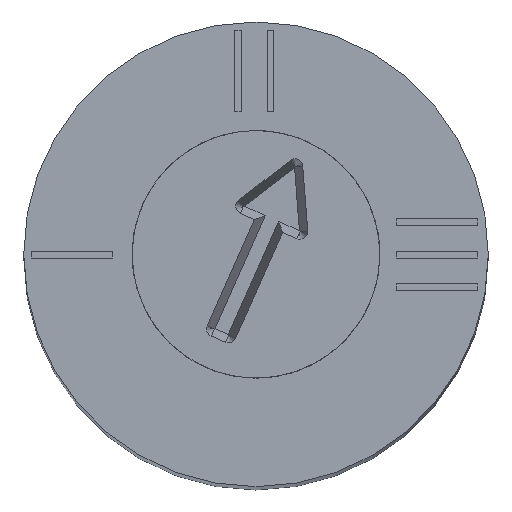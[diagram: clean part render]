
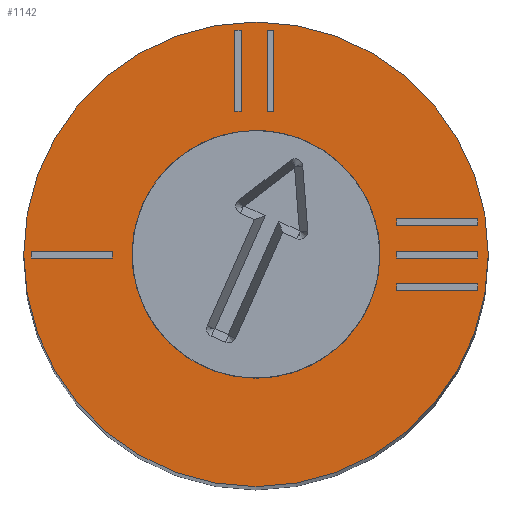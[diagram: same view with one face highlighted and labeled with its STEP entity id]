
A CAD part, top view. The second image highlights one B-rep face of the part: STEP entity #1142.
In plain terms, the highlighted planar face has unit normal (0, 0, 1).
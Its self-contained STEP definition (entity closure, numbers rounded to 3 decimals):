
#41=FACE_BOUND('',#217,.T.);
#42=FACE_BOUND('',#218,.T.);
#43=FACE_BOUND('',#219,.T.);
#44=FACE_BOUND('',#220,.T.);
#45=FACE_BOUND('',#221,.T.);
#46=FACE_BOUND('',#222,.T.);
#47=FACE_BOUND('',#223,.T.);
#70=CIRCLE('',#1288,0.8);
#77=CIRCLE('',#1300,1.5);
#146=FACE_OUTER_BOUND('',#216,.T.);
#216=EDGE_LOOP('',(#913));
#217=EDGE_LOOP('',(#914,#915,#916,#917));
#218=EDGE_LOOP('',(#918,#919,#920,#921));
#219=EDGE_LOOP('',(#922,#923,#924,#925));
#220=EDGE_LOOP('',(#926,#927,#928,#929));
#221=EDGE_LOOP('',(#930,#931,#932,#933));
#222=EDGE_LOOP('',(#934,#935,#936,#937));
#223=EDGE_LOOP('',(#938));
#254=LINE('',#1696,#372);
#257=LINE('',#1702,#375);
#260=LINE('',#1708,#378);
#263=LINE('',#1712,#381);
#266=LINE('',#1721,#384);
#269=LINE('',#1727,#387);
#272=LINE('',#1733,#390);
#275=LINE('',#1737,#393);
#278=LINE('',#1746,#396);
#281=LINE('',#1752,#399);
#284=LINE('',#1758,#402);
#287=LINE('',#1762,#405);
#290=LINE('',#1771,#408);
#293=LINE('',#1777,#411);
#296=LINE('',#1783,#414);
#299=LINE('',#1787,#417);
#302=LINE('',#1796,#420);
#305=LINE('',#1802,#423);
#308=LINE('',#1808,#426);
#311=LINE('',#1812,#429);
#314=LINE('',#1821,#432);
#317=LINE('',#1827,#435);
#320=LINE('',#1833,#438);
#323=LINE('',#1837,#441);
#372=VECTOR('',#1359,10.);
#375=VECTOR('',#1364,10.);
#378=VECTOR('',#1369,10.);
#381=VECTOR('',#1374,10.);
#384=VECTOR('',#1381,10.);
#387=VECTOR('',#1386,10.);
#390=VECTOR('',#1391,10.);
#393=VECTOR('',#1396,10.);
#396=VECTOR('',#1403,10.);
#399=VECTOR('',#1408,10.);
#402=VECTOR('',#1413,10.);
#405=VECTOR('',#1418,10.);
#408=VECTOR('',#1425,10.);
#411=VECTOR('',#1430,10.);
#414=VECTOR('',#1435,10.);
#417=VECTOR('',#1440,10.);
#420=VECTOR('',#1447,10.);
#423=VECTOR('',#1452,10.);
#426=VECTOR('',#1457,10.);
#429=VECTOR('',#1462,10.);
#432=VECTOR('',#1469,10.);
#435=VECTOR('',#1474,10.);
#438=VECTOR('',#1479,10.);
#441=VECTOR('',#1484,10.);
#490=VERTEX_POINT('',#1693);
#491=VERTEX_POINT('',#1695);
#493=VERTEX_POINT('',#1701);
#495=VERTEX_POINT('',#1707);
#498=VERTEX_POINT('',#1718);
#499=VERTEX_POINT('',#1720);
#501=VERTEX_POINT('',#1726);
#503=VERTEX_POINT('',#1732);
#506=VERTEX_POINT('',#1743);
#507=VERTEX_POINT('',#1745);
#509=VERTEX_POINT('',#1751);
#511=VERTEX_POINT('',#1757);
#514=VERTEX_POINT('',#1768);
#515=VERTEX_POINT('',#1770);
#517=VERTEX_POINT('',#1776);
#519=VERTEX_POINT('',#1782);
#522=VERTEX_POINT('',#1793);
#523=VERTEX_POINT('',#1795);
#525=VERTEX_POINT('',#1801);
#527=VERTEX_POINT('',#1807);
#530=VERTEX_POINT('',#1818);
#531=VERTEX_POINT('',#1820);
#533=VERTEX_POINT('',#1826);
#535=VERTEX_POINT('',#1832);
#544=VERTEX_POINT('',#1865);
#551=VERTEX_POINT('',#1888);
#592=EDGE_CURVE('',#491,#490,#254,.T.);
#595=EDGE_CURVE('',#493,#491,#257,.T.);
#598=EDGE_CURVE('',#495,#493,#260,.T.);
#601=EDGE_CURVE('',#490,#495,#263,.T.);
#604=EDGE_CURVE('',#499,#498,#266,.T.);
#607=EDGE_CURVE('',#501,#499,#269,.T.);
#610=EDGE_CURVE('',#503,#501,#272,.T.);
#613=EDGE_CURVE('',#498,#503,#275,.T.);
#616=EDGE_CURVE('',#507,#506,#278,.T.);
#619=EDGE_CURVE('',#509,#507,#281,.T.);
#622=EDGE_CURVE('',#511,#509,#284,.T.);
#625=EDGE_CURVE('',#506,#511,#287,.T.);
#628=EDGE_CURVE('',#515,#514,#290,.T.);
#631=EDGE_CURVE('',#517,#515,#293,.T.);
#634=EDGE_CURVE('',#519,#517,#296,.T.);
#637=EDGE_CURVE('',#514,#519,#299,.T.);
#640=EDGE_CURVE('',#523,#522,#302,.T.);
#643=EDGE_CURVE('',#525,#523,#305,.T.);
#646=EDGE_CURVE('',#527,#525,#308,.T.);
#649=EDGE_CURVE('',#522,#527,#311,.T.);
#652=EDGE_CURVE('',#531,#530,#314,.T.);
#655=EDGE_CURVE('',#533,#531,#317,.T.);
#658=EDGE_CURVE('',#535,#533,#320,.T.);
#661=EDGE_CURVE('',#530,#535,#323,.T.);
#674=EDGE_CURVE('',#544,#544,#70,.T.);
#685=EDGE_CURVE('',#551,#551,#77,.T.);
#913=ORIENTED_EDGE('',*,*,#685,.F.);
#914=ORIENTED_EDGE('',*,*,#592,.T.);
#915=ORIENTED_EDGE('',*,*,#601,.T.);
#916=ORIENTED_EDGE('',*,*,#598,.T.);
#917=ORIENTED_EDGE('',*,*,#595,.T.);
#918=ORIENTED_EDGE('',*,*,#604,.T.);
#919=ORIENTED_EDGE('',*,*,#613,.T.);
#920=ORIENTED_EDGE('',*,*,#610,.T.);
#921=ORIENTED_EDGE('',*,*,#607,.T.);
#922=ORIENTED_EDGE('',*,*,#616,.T.);
#923=ORIENTED_EDGE('',*,*,#625,.T.);
#924=ORIENTED_EDGE('',*,*,#622,.T.);
#925=ORIENTED_EDGE('',*,*,#619,.T.);
#926=ORIENTED_EDGE('',*,*,#628,.T.);
#927=ORIENTED_EDGE('',*,*,#637,.T.);
#928=ORIENTED_EDGE('',*,*,#634,.T.);
#929=ORIENTED_EDGE('',*,*,#631,.T.);
#930=ORIENTED_EDGE('',*,*,#640,.T.);
#931=ORIENTED_EDGE('',*,*,#649,.T.);
#932=ORIENTED_EDGE('',*,*,#646,.T.);
#933=ORIENTED_EDGE('',*,*,#643,.T.);
#934=ORIENTED_EDGE('',*,*,#652,.T.);
#935=ORIENTED_EDGE('',*,*,#661,.T.);
#936=ORIENTED_EDGE('',*,*,#658,.T.);
#937=ORIENTED_EDGE('',*,*,#655,.T.);
#938=ORIENTED_EDGE('',*,*,#674,.T.);
#1087=PLANE('',#1301);
#1142=ADVANCED_FACE('',(#146,#41,#42,#43,#44,#45,#46,#47),#1087,.F.);
#1288=AXIS2_PLACEMENT_3D('',#1866,#1519,#1520);
#1300=AXIS2_PLACEMENT_3D('',#1889,#1547,#1548);
#1301=AXIS2_PLACEMENT_3D('',#1891,#1550,#1551);
#1359=DIRECTION('',(1.,0.,0.));
#1364=DIRECTION('',(0.,1.,0.));
#1369=DIRECTION('',(-1.,0.,0.));
#1374=DIRECTION('',(0.,-1.,0.));
#1381=DIRECTION('',(1.,0.,0.));
#1386=DIRECTION('',(0.,1.,0.));
#1391=DIRECTION('',(-1.,0.,0.));
#1396=DIRECTION('',(0.,-1.,0.));
#1403=DIRECTION('',(1.,0.,0.));
#1408=DIRECTION('',(0.,1.,0.));
#1413=DIRECTION('',(-1.,0.,0.));
#1418=DIRECTION('',(0.,-1.,0.));
#1425=DIRECTION('',(0.,-1.,0.));
#1430=DIRECTION('',(1.,0.,0.));
#1435=DIRECTION('',(0.,1.,0.));
#1440=DIRECTION('',(-1.,0.,0.));
#1447=DIRECTION('',(0.,-1.,0.));
#1452=DIRECTION('',(1.,0.,0.));
#1457=DIRECTION('',(0.,1.,0.));
#1462=DIRECTION('',(-1.,0.,0.));
#1469=DIRECTION('',(1.,0.,0.));
#1474=DIRECTION('',(0.,1.,0.));
#1479=DIRECTION('',(-1.,0.,0.));
#1484=DIRECTION('',(0.,-1.,0.));
#1519=DIRECTION('center_axis',(0.,0.,-1.));
#1520=DIRECTION('ref_axis',(1.,0.,0.));
#1547=DIRECTION('center_axis',(0.,0.,-1.));
#1548=DIRECTION('ref_axis',(-1.,0.,0.));
#1550=DIRECTION('center_axis',(0.,0.,-1.));
#1551=DIRECTION('ref_axis',(-1.,0.,0.));
#1693=CARTESIAN_POINT('',(1.431,0.231,14.));
#1695=CARTESIAN_POINT('',(0.908,0.231,14.));
#1696=CARTESIAN_POINT('',(0.716,0.231,14.));
#1701=CARTESIAN_POINT('',(0.908,0.186,14.));
#1702=CARTESIAN_POINT('',(0.908,0.115,14.));
#1707=CARTESIAN_POINT('',(1.431,0.186,14.));
#1708=CARTESIAN_POINT('',(0.454,0.186,14.));
#1712=CARTESIAN_POINT('',(1.431,0.093,14.));
#1718=CARTESIAN_POINT('',(1.431,0.02,14.));
#1720=CARTESIAN_POINT('',(0.908,0.02,14.));
#1721=CARTESIAN_POINT('',(0.716,0.02,14.));
#1726=CARTESIAN_POINT('',(0.908,-0.024,14.));
#1727=CARTESIAN_POINT('',(0.908,0.01,14.));
#1732=CARTESIAN_POINT('',(1.431,-0.024,14.));
#1733=CARTESIAN_POINT('',(0.454,-0.024,14.));
#1737=CARTESIAN_POINT('',(1.431,-0.012,14.));
#1743=CARTESIAN_POINT('',(1.431,-0.19,14.));
#1745=CARTESIAN_POINT('',(0.908,-0.19,14.));
#1746=CARTESIAN_POINT('',(0.716,-0.19,14.));
#1751=CARTESIAN_POINT('',(0.908,-0.235,14.));
#1752=CARTESIAN_POINT('',(0.908,-0.095,14.));
#1757=CARTESIAN_POINT('',(1.431,-0.235,14.));
#1758=CARTESIAN_POINT('',(0.454,-0.235,14.));
#1762=CARTESIAN_POINT('',(1.431,-0.117,14.));
#1768=CARTESIAN_POINT('',(0.116,0.924,14.));
#1770=CARTESIAN_POINT('',(0.116,1.447,14.));
#1771=CARTESIAN_POINT('',(0.116,0.462,14.));
#1776=CARTESIAN_POINT('',(0.071,1.447,14.));
#1777=CARTESIAN_POINT('',(0.058,1.447,14.));
#1782=CARTESIAN_POINT('',(0.071,0.924,14.));
#1783=CARTESIAN_POINT('',(0.071,0.724,14.));
#1787=CARTESIAN_POINT('',(0.036,0.924,14.));
#1793=CARTESIAN_POINT('',(-0.094,0.924,14.));
#1795=CARTESIAN_POINT('',(-0.094,1.447,14.));
#1796=CARTESIAN_POINT('',(-0.094,0.462,14.));
#1801=CARTESIAN_POINT('',(-0.139,1.447,14.));
#1802=CARTESIAN_POINT('',(-0.047,1.447,14.));
#1807=CARTESIAN_POINT('',(-0.139,0.924,14.));
#1808=CARTESIAN_POINT('',(-0.139,0.724,14.));
#1812=CARTESIAN_POINT('',(-0.07,0.924,14.));
#1818=CARTESIAN_POINT('',(-0.929,0.021,14.));
#1820=CARTESIAN_POINT('',(-1.452,0.021,14.));
#1821=CARTESIAN_POINT('',(-0.465,0.021,14.));
#1826=CARTESIAN_POINT('',(-1.452,-0.024,14.));
#1827=CARTESIAN_POINT('',(-1.452,0.01,14.));
#1832=CARTESIAN_POINT('',(-0.929,-0.024,14.));
#1833=CARTESIAN_POINT('',(-0.726,-0.024,14.));
#1837=CARTESIAN_POINT('',(-0.929,-0.012,14.));
#1865=CARTESIAN_POINT('',(-0.8,0.,14.));
#1866=CARTESIAN_POINT('Origin',(0.,0.,14.));
#1888=CARTESIAN_POINT('',(1.5,0.,14.));
#1889=CARTESIAN_POINT('Origin',(0.,0.,14.));
#1891=CARTESIAN_POINT('Origin',(0.,0.,14.));
